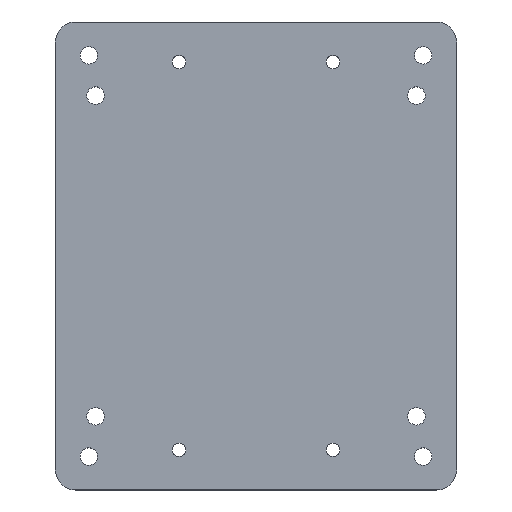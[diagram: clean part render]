
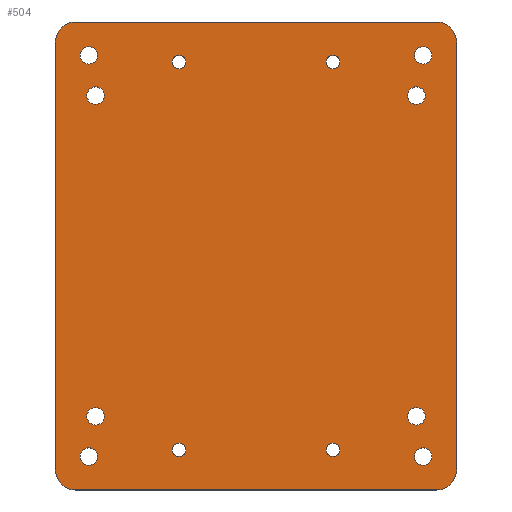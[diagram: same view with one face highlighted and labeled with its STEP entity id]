
A CAD part, top view. The second image highlights one B-rep face of the part: STEP entity #504.
In plain terms, the highlighted planar face has unit normal (0, 0, 1).
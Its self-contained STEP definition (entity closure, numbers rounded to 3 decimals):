
#46=FACE_BOUND('',#119,.T.);
#47=FACE_BOUND('',#120,.T.);
#48=FACE_BOUND('',#121,.T.);
#49=FACE_BOUND('',#122,.T.);
#50=FACE_BOUND('',#123,.T.);
#51=FACE_BOUND('',#124,.T.);
#52=FACE_BOUND('',#125,.T.);
#53=FACE_BOUND('',#126,.T.);
#54=FACE_BOUND('',#127,.T.);
#55=FACE_BOUND('',#128,.T.);
#56=FACE_BOUND('',#129,.T.);
#57=FACE_BOUND('',#130,.T.);
#74=PLANE('',#581);
#96=FACE_OUTER_BOUND('',#118,.T.);
#118=EDGE_LOOP('',(#428,#429,#430,#431,#432,#433,#434,#435));
#119=EDGE_LOOP('',(#436));
#120=EDGE_LOOP('',(#437));
#121=EDGE_LOOP('',(#438));
#122=EDGE_LOOP('',(#439));
#123=EDGE_LOOP('',(#440));
#124=EDGE_LOOP('',(#441));
#125=EDGE_LOOP('',(#442));
#126=EDGE_LOOP('',(#443));
#127=EDGE_LOOP('',(#444));
#128=EDGE_LOOP('',(#445));
#129=EDGE_LOOP('',(#446));
#130=EDGE_LOOP('',(#447));
#158=LINE('',#849,#186);
#162=LINE('',#861,#190);
#166=LINE('',#873,#194);
#170=LINE('',#885,#198);
#186=VECTOR('',#689,10.);
#190=VECTOR('',#701,10.);
#194=VECTOR('',#713,10.);
#198=VECTOR('',#725,10.);
#200=CIRCLE('',#530,1.);
#202=CIRCLE('',#533,1.);
#204=CIRCLE('',#536,1.);
#206=CIRCLE('',#539,1.);
#208=CIRCLE('',#542,1.3);
#210=CIRCLE('',#545,1.3);
#212=CIRCLE('',#548,1.3);
#214=CIRCLE('',#551,1.3);
#216=CIRCLE('',#554,1.3);
#218=CIRCLE('',#557,1.3);
#220=CIRCLE('',#560,1.3);
#222=CIRCLE('',#563,1.3);
#225=CIRCLE('',#568,3.);
#227=CIRCLE('',#572,3.);
#229=CIRCLE('',#576,3.);
#231=CIRCLE('',#580,3.);
#248=VERTEX_POINT('',#771);
#250=VERTEX_POINT('',#777);
#252=VERTEX_POINT('',#783);
#254=VERTEX_POINT('',#789);
#256=VERTEX_POINT('',#795);
#258=VERTEX_POINT('',#801);
#260=VERTEX_POINT('',#807);
#262=VERTEX_POINT('',#813);
#264=VERTEX_POINT('',#819);
#266=VERTEX_POINT('',#825);
#268=VERTEX_POINT('',#831);
#270=VERTEX_POINT('',#837);
#274=VERTEX_POINT('',#846);
#275=VERTEX_POINT('',#848);
#277=VERTEX_POINT('',#854);
#279=VERTEX_POINT('',#860);
#281=VERTEX_POINT('',#866);
#283=VERTEX_POINT('',#872);
#285=VERTEX_POINT('',#878);
#287=VERTEX_POINT('',#884);
#288=EDGE_CURVE('',#248,#248,#200,.T.);
#291=EDGE_CURVE('',#250,#250,#202,.T.);
#294=EDGE_CURVE('',#252,#252,#204,.T.);
#297=EDGE_CURVE('',#254,#254,#206,.T.);
#300=EDGE_CURVE('',#256,#256,#208,.T.);
#303=EDGE_CURVE('',#258,#258,#210,.T.);
#306=EDGE_CURVE('',#260,#260,#212,.T.);
#309=EDGE_CURVE('',#262,#262,#214,.T.);
#312=EDGE_CURVE('',#264,#264,#216,.T.);
#315=EDGE_CURVE('',#266,#266,#218,.T.);
#318=EDGE_CURVE('',#268,#268,#220,.T.);
#321=EDGE_CURVE('',#270,#270,#222,.T.);
#326=EDGE_CURVE('',#275,#274,#158,.T.);
#329=EDGE_CURVE('',#277,#275,#225,.T.);
#332=EDGE_CURVE('',#279,#277,#162,.T.);
#335=EDGE_CURVE('',#281,#279,#227,.T.);
#338=EDGE_CURVE('',#283,#281,#166,.T.);
#341=EDGE_CURVE('',#285,#283,#229,.T.);
#344=EDGE_CURVE('',#287,#285,#170,.T.);
#347=EDGE_CURVE('',#274,#287,#231,.T.);
#428=ORIENTED_EDGE('',*,*,#347,.T.);
#429=ORIENTED_EDGE('',*,*,#344,.T.);
#430=ORIENTED_EDGE('',*,*,#341,.T.);
#431=ORIENTED_EDGE('',*,*,#338,.T.);
#432=ORIENTED_EDGE('',*,*,#335,.T.);
#433=ORIENTED_EDGE('',*,*,#332,.T.);
#434=ORIENTED_EDGE('',*,*,#329,.T.);
#435=ORIENTED_EDGE('',*,*,#326,.T.);
#436=ORIENTED_EDGE('',*,*,#288,.T.);
#437=ORIENTED_EDGE('',*,*,#291,.T.);
#438=ORIENTED_EDGE('',*,*,#294,.T.);
#439=ORIENTED_EDGE('',*,*,#297,.T.);
#440=ORIENTED_EDGE('',*,*,#321,.T.);
#441=ORIENTED_EDGE('',*,*,#318,.T.);
#442=ORIENTED_EDGE('',*,*,#315,.T.);
#443=ORIENTED_EDGE('',*,*,#312,.T.);
#444=ORIENTED_EDGE('',*,*,#309,.T.);
#445=ORIENTED_EDGE('',*,*,#306,.T.);
#446=ORIENTED_EDGE('',*,*,#303,.T.);
#447=ORIENTED_EDGE('',*,*,#300,.T.);
#504=ADVANCED_FACE('',(#96,#46,#47,#48,#49,#50,#51,#52,#53,#54,#55,#56,
#57),#74,.T.);
#530=AXIS2_PLACEMENT_3D('',#772,#603,#604);
#533=AXIS2_PLACEMENT_3D('',#778,#610,#611);
#536=AXIS2_PLACEMENT_3D('',#784,#617,#618);
#539=AXIS2_PLACEMENT_3D('',#790,#624,#625);
#542=AXIS2_PLACEMENT_3D('',#796,#631,#632);
#545=AXIS2_PLACEMENT_3D('',#802,#638,#639);
#548=AXIS2_PLACEMENT_3D('',#808,#645,#646);
#551=AXIS2_PLACEMENT_3D('',#814,#652,#653);
#554=AXIS2_PLACEMENT_3D('',#820,#659,#660);
#557=AXIS2_PLACEMENT_3D('',#826,#666,#667);
#560=AXIS2_PLACEMENT_3D('',#832,#673,#674);
#563=AXIS2_PLACEMENT_3D('',#838,#680,#681);
#568=AXIS2_PLACEMENT_3D('',#855,#695,#696);
#572=AXIS2_PLACEMENT_3D('',#867,#707,#708);
#576=AXIS2_PLACEMENT_3D('',#879,#719,#720);
#580=AXIS2_PLACEMENT_3D('',#889,#731,#732);
#581=AXIS2_PLACEMENT_3D('',#890,#733,#734);
#603=DIRECTION('center_axis',(0.,0.,-1.));
#604=DIRECTION('ref_axis',(1.,0.,0.));
#610=DIRECTION('center_axis',(0.,0.,-1.));
#611=DIRECTION('ref_axis',(1.,0.,0.));
#617=DIRECTION('center_axis',(0.,0.,-1.));
#618=DIRECTION('ref_axis',(1.,0.,0.));
#624=DIRECTION('center_axis',(0.,0.,-1.));
#625=DIRECTION('ref_axis',(1.,0.,0.));
#631=DIRECTION('center_axis',(0.,0.,-1.));
#632=DIRECTION('ref_axis',(-1.,0.,0.));
#638=DIRECTION('center_axis',(0.,0.,-1.));
#639=DIRECTION('ref_axis',(-1.,0.,0.));
#645=DIRECTION('center_axis',(0.,0.,-1.));
#646=DIRECTION('ref_axis',(-1.,0.,0.));
#652=DIRECTION('center_axis',(0.,0.,-1.));
#653=DIRECTION('ref_axis',(-1.,0.,0.));
#659=DIRECTION('center_axis',(0.,0.,-1.));
#660=DIRECTION('ref_axis',(-1.,0.,0.));
#666=DIRECTION('center_axis',(0.,0.,-1.));
#667=DIRECTION('ref_axis',(-1.,0.,0.));
#673=DIRECTION('center_axis',(0.,0.,-1.));
#674=DIRECTION('ref_axis',(-1.,0.,0.));
#680=DIRECTION('center_axis',(0.,0.,-1.));
#681=DIRECTION('ref_axis',(-1.,0.,0.));
#689=DIRECTION('',(1.,0.,0.));
#695=DIRECTION('center_axis',(0.,0.,1.));
#696=DIRECTION('ref_axis',(-1.,0.,0.));
#701=DIRECTION('',(0.,-1.,0.));
#707=DIRECTION('center_axis',(0.,0.,1.));
#708=DIRECTION('ref_axis',(0.,1.,0.));
#713=DIRECTION('',(-1.,0.,0.));
#719=DIRECTION('center_axis',(0.,0.,1.));
#720=DIRECTION('ref_axis',(1.,0.,0.));
#725=DIRECTION('',(0.,1.,0.));
#731=DIRECTION('center_axis',(0.,0.,1.));
#732=DIRECTION('ref_axis',(0.,-1.,0.));
#733=DIRECTION('center_axis',(0.,0.,1.));
#734=DIRECTION('ref_axis',(1.,0.,0.));
#771=CARTESIAN_POINT('',(10.525,29.,3.));
#772=CARTESIAN_POINT('Origin',(11.525,29.,3.));
#777=CARTESIAN_POINT('',(-12.525,-29.,3.));
#778=CARTESIAN_POINT('Origin',(-11.525,-29.,3.));
#783=CARTESIAN_POINT('',(-12.525,29.,3.));
#784=CARTESIAN_POINT('Origin',(-11.525,29.,3.));
#789=CARTESIAN_POINT('',(10.525,-29.,3.));
#790=CARTESIAN_POINT('Origin',(11.525,-29.,3.));
#795=CARTESIAN_POINT('',(-23.7,-30.,3.));
#796=CARTESIAN_POINT('Origin',(-25.,-30.,3.));
#801=CARTESIAN_POINT('',(-22.7,-24.,3.));
#802=CARTESIAN_POINT('Origin',(-24.,-24.,3.));
#807=CARTESIAN_POINT('',(-22.7,24.,3.));
#808=CARTESIAN_POINT('Origin',(-24.,24.,3.));
#813=CARTESIAN_POINT('',(25.3,-24.,3.));
#814=CARTESIAN_POINT('Origin',(24.,-24.,3.));
#819=CARTESIAN_POINT('',(25.3,24.,3.));
#820=CARTESIAN_POINT('Origin',(24.,24.,3.));
#825=CARTESIAN_POINT('',(26.3,-30.,3.));
#826=CARTESIAN_POINT('Origin',(25.,-30.,3.));
#831=CARTESIAN_POINT('',(26.3,30.,3.));
#832=CARTESIAN_POINT('Origin',(25.,30.,3.));
#837=CARTESIAN_POINT('',(-23.7,30.,3.));
#838=CARTESIAN_POINT('Origin',(-25.,30.,3.));
#846=CARTESIAN_POINT('',(27.,-35.,3.));
#848=CARTESIAN_POINT('',(-27.,-35.,3.));
#849=CARTESIAN_POINT('',(-27.,-35.,3.));
#854=CARTESIAN_POINT('',(-30.,-32.,3.));
#855=CARTESIAN_POINT('Origin',(-27.,-32.,3.));
#860=CARTESIAN_POINT('',(-30.,32.,3.));
#861=CARTESIAN_POINT('',(-30.,32.,3.));
#866=CARTESIAN_POINT('',(-27.,35.,3.));
#867=CARTESIAN_POINT('Origin',(-27.,32.,3.));
#872=CARTESIAN_POINT('',(27.,35.,3.));
#873=CARTESIAN_POINT('',(27.,35.,3.));
#878=CARTESIAN_POINT('',(30.,32.,3.));
#879=CARTESIAN_POINT('Origin',(27.,32.,3.));
#884=CARTESIAN_POINT('',(30.,-32.,3.));
#885=CARTESIAN_POINT('',(30.,-32.,3.));
#889=CARTESIAN_POINT('Origin',(27.,-32.,3.));
#890=CARTESIAN_POINT('Origin',(0.,0.,
3.));
